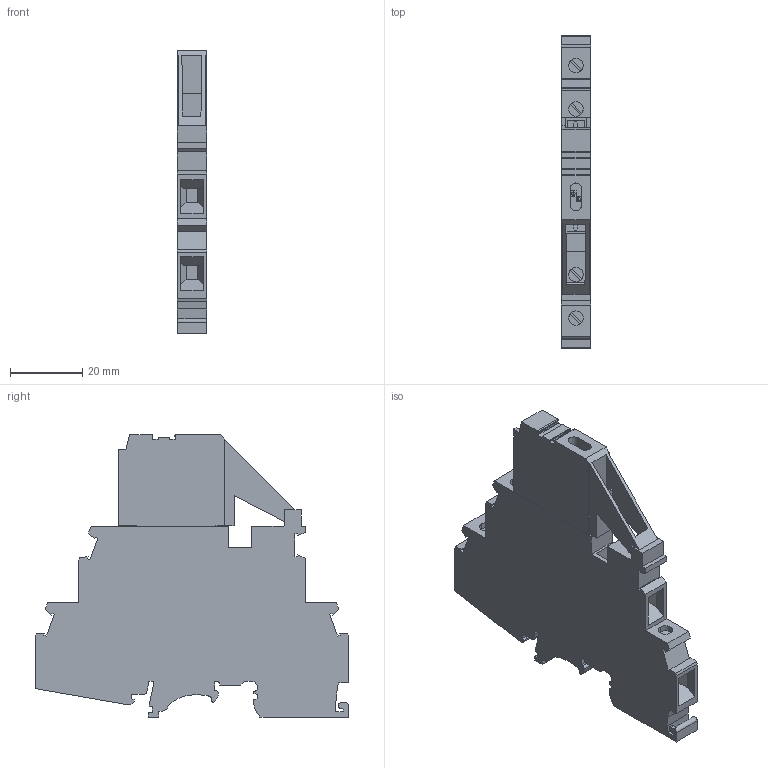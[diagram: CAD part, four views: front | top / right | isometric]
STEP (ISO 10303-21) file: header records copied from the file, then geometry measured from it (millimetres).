
FILE_DESCRIPTION(('Creo Elements/Direct Modeling STEP Export'),'2;1');
FILE_NAME('model.stp','2020-10-28T 0:20:09',(''),(''),'Creo Elements/Direct Modeling STEP processor for AP214 (Solid Model)','Creo Elements/Direct Modeling 20.1A 29-Sep-2018 (C) Parametric Technology GmbH','');
FILE_SCHEMA(('AUTOMOTIVE_DESIGN { 1 0 10303 214 1 1 1 1 }'));
Length unit declared in the file: millimetre
Products named in the file (2): UKK_5-HESILED_60_5X20-select
Assembly tree (1 placements, depth 2):
  UKK_5-HESILED_60_5X20-select
    UKK_5-HESILED_60_5X20-select
Bounding box: 8.15 x 86.55 x 78 mm (x, y, z)
Volume: 33330.9 mm3; surface area: 14173.9 mm2
Topology: 1 solids, 1 shells, 286 faces, 814 edges, 537 vertices
Faces by surface type: plane 236, cylinder 46, sphere 4
Entity records: 11339 total; most frequent: ORIENTED_EDGE 1620, CARTESIAN_POINT 1598, DIRECTION 1433, EDGE_CURVE 810, VECTOR 689, LINE 689, VERTEX_POINT 537, AXIS2_PLACEMENT_3D 372
